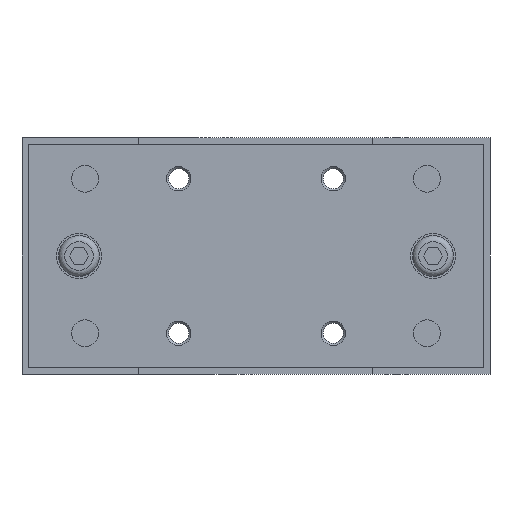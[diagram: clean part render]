
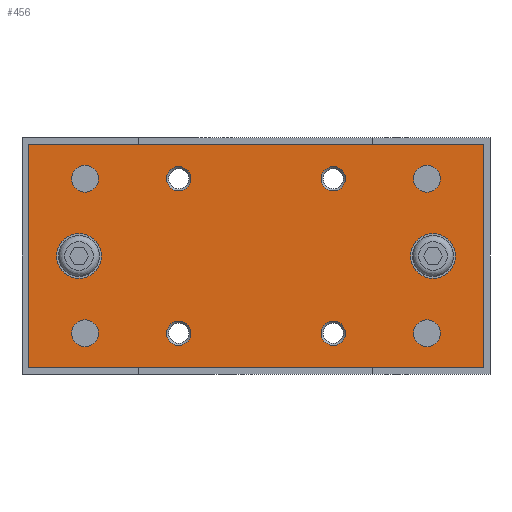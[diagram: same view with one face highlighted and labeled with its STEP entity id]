
A CAD part, left-side view. The second image highlights one B-rep face of the part: STEP entity #456.
In plain terms, the highlighted planar face has unit normal (-1, 0, 0).
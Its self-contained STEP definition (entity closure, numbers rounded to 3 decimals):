
#456 = ADVANCED_FACE( '', ( #1031, #1032, #1033, #1034, #1035, #1036, #1037, #1038, #1039, #1040, #1041 ), #1042, .F. );
#1031 = FACE_BOUND( '', #1624, .T. );
#1032 = FACE_BOUND( '', #1625, .T. );
#1033 = FACE_BOUND( '', #1626, .T. );
#1034 = FACE_BOUND( '', #1627, .T. );
#1035 = FACE_BOUND( '', #1628, .T. );
#1036 = FACE_BOUND( '', #1629, .T. );
#1037 = FACE_BOUND( '', #1630, .T. );
#1038 = FACE_BOUND( '', #1631, .T. );
#1039 = FACE_BOUND( '', #1632, .T. );
#1040 = FACE_BOUND( '', #1633, .T. );
#1041 = FACE_OUTER_BOUND( '', #1634, .T. );
#1042 = PLANE( '', #1635 );
#1624 = EDGE_LOOP( '', ( #2674 ) );
#1625 = EDGE_LOOP( '', ( #2675 ) );
#1626 = EDGE_LOOP( '', ( #2676 ) );
#1627 = EDGE_LOOP( '', ( #2677 ) );
#1628 = EDGE_LOOP( '', ( #2678 ) );
#1629 = EDGE_LOOP( '', ( #2679 ) );
#1630 = EDGE_LOOP( '', ( #2680 ) );
#1631 = EDGE_LOOP( '', ( #2681 ) );
#1632 = EDGE_LOOP( '', ( #2682 ) );
#1633 = EDGE_LOOP( '', ( #2683 ) );
#1634 = EDGE_LOOP( '', ( #2684, #2685, #2686, #2687 ) );
#1635 = AXIS2_PLACEMENT_3D( '', #2688, #2689, #2690 );
#2674 = ORIENTED_EDGE( '', *, *, #3102, .F. );
#2675 = ORIENTED_EDGE( '', *, *, #3060, .F. );
#2676 = ORIENTED_EDGE( '', *, *, #3129, .T. );
#2677 = ORIENTED_EDGE( '', *, *, #3109, .T. );
#2678 = ORIENTED_EDGE( '', *, *, #3173, .T. );
#2679 = ORIENTED_EDGE( '', *, *, #3154, .T. );
#2680 = ORIENTED_EDGE( '', *, *, #2882, .T. );
#2681 = ORIENTED_EDGE( '', *, *, #3048, .T. );
#2682 = ORIENTED_EDGE( '', *, *, #2876, .T. );
#2683 = ORIENTED_EDGE( '', *, *, #3132, .T. );
#2684 = ORIENTED_EDGE( '', *, *, #2950, .T. );
#2685 = ORIENTED_EDGE( '', *, *, #2959, .F. );
#2686 = ORIENTED_EDGE( '', *, *, #2777, .F. );
#2687 = ORIENTED_EDGE( '', *, *, #3030, .T. );
#2688 = CARTESIAN_POINT( '', ( -96., 56., 27.5 ) );
#2689 = DIRECTION( '', ( 1., 0., 0. ) );
#2690 = DIRECTION( '', ( 0., 0., -1. ) );
#2777 = EDGE_CURVE( '', #3195, #3196, #3197, .T. );
#2876 = EDGE_CURVE( '', #3358, #3358, #3359, .T. );
#2882 = EDGE_CURVE( '', #3368, #3368, #3369, .T. );
#2950 = EDGE_CURVE( '', #3475, #3476, #3477, .T. );
#2959 = EDGE_CURVE( '', #3196, #3476, #3490, .T. );
#3030 = EDGE_CURVE( '', #3195, #3475, #3595, .T. );
#3048 = EDGE_CURVE( '', #3621, #3621, #3622, .T. );
#3060 = EDGE_CURVE( '', #3639, #3639, #3640, .F. );
#3102 = EDGE_CURVE( '', #3690, #3690, #3691, .F. );
#3109 = EDGE_CURVE( '', #3699, #3699, #3700, .T. );
#3129 = EDGE_CURVE( '', #3719, #3719, #3720, .T. );
#3132 = EDGE_CURVE( '', #3723, #3723, #3724, .T. );
#3154 = EDGE_CURVE( '', #3748, #3748, #3749, .T. );
#3173 = EDGE_CURVE( '', #3768, #3768, #3769, .T. );
#3195 = VERTEX_POINT( '', #3795 );
#3196 = VERTEX_POINT( '', #3796 );
#3197 = LINE( '', #3797, #3798 );
#3358 = VERTEX_POINT( '', #3997 );
#3359 = CIRCLE( '', #3998, 3.3 );
#3368 = VERTEX_POINT( '', #4007 );
#3369 = CIRCLE( '', #4008, 3. );
#3475 = VERTEX_POINT( '', #4140 );
#3476 = VERTEX_POINT( '', #4141 );
#3477 = LINE( '', #4142, #4143 );
#3490 = LINE( '', #4160, #4161 );
#3595 = LINE( '', #4279, #4280 );
#3621 = VERTEX_POINT( '', #4316 );
#3622 = CIRCLE( '', #4317, 3. );
#3639 = VERTEX_POINT( '', #4339 );
#3640 = CIRCLE( '', #4340, 5.5 );
#3690 = VERTEX_POINT( '', #4402 );
#3691 = CIRCLE( '', #4403, 5.5 );
#3699 = VERTEX_POINT( '', #4412 );
#3700 = CIRCLE( '', #4413, 3. );
#3719 = VERTEX_POINT( '', #4433 );
#3720 = CIRCLE( '', #4434, 3. );
#3723 = VERTEX_POINT( '', #4437 );
#3724 = CIRCLE( '', #4438, 3.3 );
#3748 = VERTEX_POINT( '', #4465 );
#3749 = CIRCLE( '', #4466, 3.3 );
#3768 = VERTEX_POINT( '', #4488 );
#3769 = CIRCLE( '', #4489, 3.3 );
#3795 = CARTESIAN_POINT( '', ( -96., 56., 27.5 ) );
#3796 = CARTESIAN_POINT( '', ( -96., -56., 27.5 ) );
#3797 = CARTESIAN_POINT( '', ( -96., 56., 27.5 ) );
#3798 = VECTOR( '', #4506, 1000. );
#3997 = CARTESIAN_POINT( '', ( -96., -42., 15.7 ) );
#3998 = AXIS2_PLACEMENT_3D( '', #4635, #4636, #4637 );
#4007 = CARTESIAN_POINT( '', ( -96., -19., 16. ) );
#4008 = AXIS2_PLACEMENT_3D( '', #4647, #4648, #4649 );
#4140 = CARTESIAN_POINT( '', ( -96., 56., -27.5 ) );
#4141 = CARTESIAN_POINT( '', ( -96., -56., -27.5 ) );
#4142 = CARTESIAN_POINT( '', ( -96., 56., -27.5 ) );
#4143 = VECTOR( '', #4733, 1000. );
#4160 = CARTESIAN_POINT( '', ( -96., -56., 27.5 ) );
#4161 = VECTOR( '', #4744, 1000. );
#4279 = CARTESIAN_POINT( '', ( -96., 56., 27.5 ) );
#4280 = VECTOR( '', #4851, 1000. );
#4316 = CARTESIAN_POINT( '', ( -96., 19., 16. ) );
#4317 = AXIS2_PLACEMENT_3D( '', #4868, #4869, #4870 );
#4339 = CARTESIAN_POINT( '', ( -96., 43.5, -5.5 ) );
#4340 = AXIS2_PLACEMENT_3D( '', #4882, #4883, #4884 );
#4402 = CARTESIAN_POINT( '', ( -96., -43.5, -5.5 ) );
#4403 = AXIS2_PLACEMENT_3D( '', #4924, #4925, #4926 );
#4412 = CARTESIAN_POINT( '', ( -96., 19., -22. ) );
#4413 = AXIS2_PLACEMENT_3D( '', #4931, #4932, #4933 );
#4433 = CARTESIAN_POINT( '', ( -96., -19., -22. ) );
#4434 = AXIS2_PLACEMENT_3D( '', #4950, #4951, #4952 );
#4437 = CARTESIAN_POINT( '', ( -96., 42., 15.7 ) );
#4438 = AXIS2_PLACEMENT_3D( '', #4953, #4954, #4955 );
#4465 = CARTESIAN_POINT( '', ( -96., 42., -22.3 ) );
#4466 = AXIS2_PLACEMENT_3D( '', #4977, #4978, #4979 );
#4488 = CARTESIAN_POINT( '', ( -96., -42., -22.3 ) );
#4489 = AXIS2_PLACEMENT_3D( '', #4989, #4990, #4991 );
#4506 = DIRECTION( '', ( 0., -1., 0. ) );
#4635 = CARTESIAN_POINT( '', ( -96., -42., 19. ) );
#4636 = DIRECTION( '', ( 1., 0., 0. ) );
#4637 = DIRECTION( '', ( 0., 0., -1. ) );
#4647 = CARTESIAN_POINT( '', ( -96., -19., 19. ) );
#4648 = DIRECTION( '', ( 1., 0., 0. ) );
#4649 = DIRECTION( '', ( 0., 0., -1. ) );
#4733 = DIRECTION( '', ( 0., -1., 0. ) );
#4744 = DIRECTION( '', ( 0., 0., -1. ) );
#4851 = DIRECTION( '', ( 0., 0., -1. ) );
#4868 = CARTESIAN_POINT( '', ( -96., 19., 19. ) );
#4869 = DIRECTION( '', ( 1., 0., 0. ) );
#4870 = DIRECTION( '', ( 0., 0., -1. ) );
#4882 = CARTESIAN_POINT( '', ( -96., 43.5, 0. ) );
#4883 = DIRECTION( '', ( 1., 0., 0. ) );
#4884 = DIRECTION( '', ( 0., 0., -1. ) );
#4924 = CARTESIAN_POINT( '', ( -96., -43.5, 0. ) );
#4925 = DIRECTION( '', ( 1., 0., 0. ) );
#4926 = DIRECTION( '', ( 0., 0., -1. ) );
#4931 = CARTESIAN_POINT( '', ( -96., 19., -19. ) );
#4932 = DIRECTION( '', ( 1., 0., 0. ) );
#4933 = DIRECTION( '', ( 0., 0., -1. ) );
#4950 = CARTESIAN_POINT( '', ( -96., -19., -19. ) );
#4951 = DIRECTION( '', ( 1., 0., 0. ) );
#4952 = DIRECTION( '', ( 0., 0., -1. ) );
#4953 = CARTESIAN_POINT( '', ( -96., 42., 19. ) );
#4954 = DIRECTION( '', ( 1., 0., 0. ) );
#4955 = DIRECTION( '', ( 0., 0., -1. ) );
#4977 = CARTESIAN_POINT( '', ( -96., 42., -19. ) );
#4978 = DIRECTION( '', ( 1., 0., 0. ) );
#4979 = DIRECTION( '', ( 0., 0., -1. ) );
#4989 = CARTESIAN_POINT( '', ( -96., -42., -19. ) );
#4990 = DIRECTION( '', ( 1., 0., 0. ) );
#4991 = DIRECTION( '', ( 0., 0., -1. ) );
